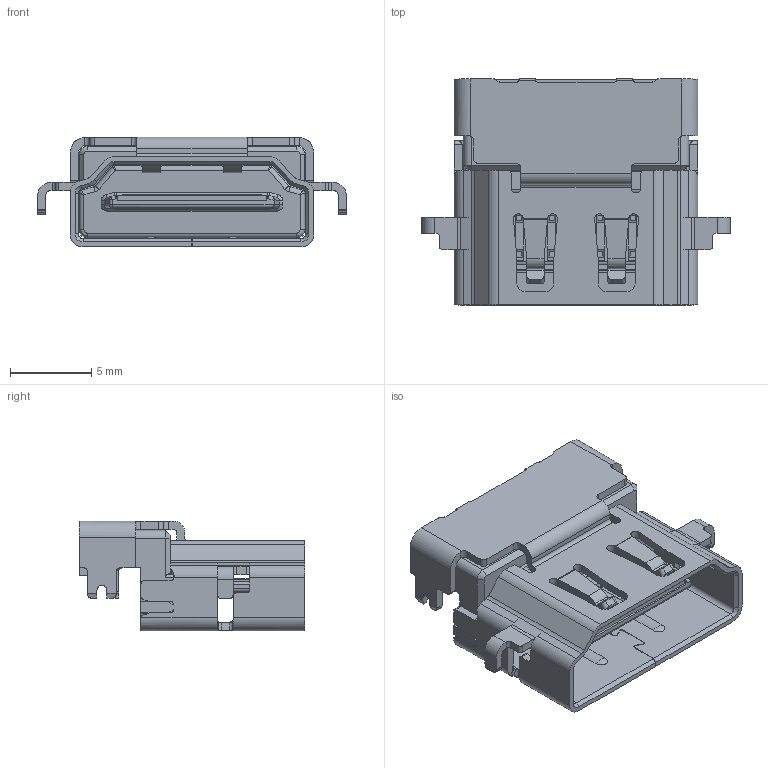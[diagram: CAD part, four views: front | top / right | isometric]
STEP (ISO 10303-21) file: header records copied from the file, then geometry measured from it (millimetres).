
FILE_DESCRIPTION((''),'2;1');
FILE_NAME('00','2024-12-31T09:39:44',('Administrator'),(''),'CREO PARAMETRIC BY PTC INC, 2019010','CREO PARAMETRIC BY PTC INC, 2019010','');
FILE_SCHEMA(('CONFIG_CONTROL_DESIGN'));
Length unit declared in the file: millimetre
Products named in the file (1): 00
Bounding box: 19 x 13.9 x 6.75 mm (x, y, z)
Volume: 524.4 mm3; surface area: 1679.7 mm2
Topology: 1 solids, 1 shells, 1655 faces, 4579 edges, 2931 vertices
Faces by surface type: plane 1372, cylinder 213, cone 34, bspline 31, sphere 3, torus 2
Entity records: 53108 total; most frequent: CARTESIAN_POINT 11032, ORIENTED_EDGE 9142, DIRECTION 8104, EDGE_CURVE 4571, VECTOR 3996, LINE 3996, VERTEX_POINT 2931, AXIS2_PLACEMENT_3D 2054
